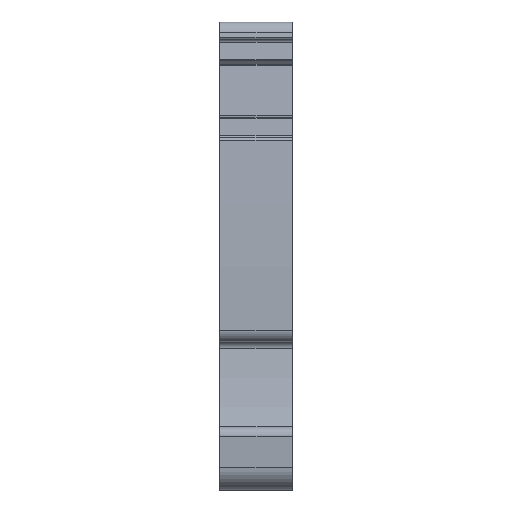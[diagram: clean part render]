
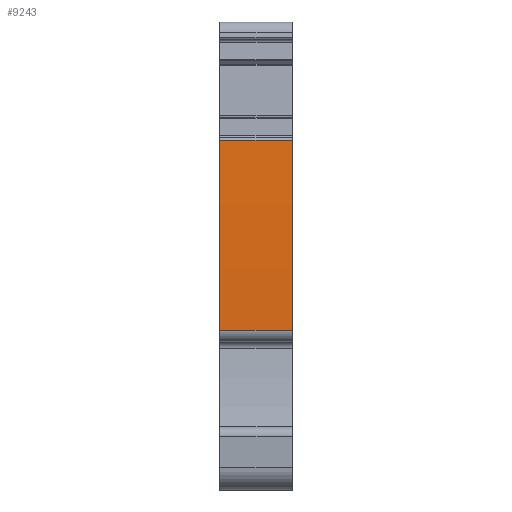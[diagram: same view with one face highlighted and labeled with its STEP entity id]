
A CAD part, front view. The second image highlights one B-rep face of the part: STEP entity #9243.
In plain terms, the highlighted cylindrical face has radius 198.503 mm (diameter 397.006 mm), a partial arc.
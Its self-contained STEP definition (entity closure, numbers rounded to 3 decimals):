
#2767=AXIS2_PLACEMENT_3D('Circle Axis2P3D',#2765,#2766,$) ;
#2774=AXIS2_PLACEMENT_3D('Circle Axis2P3D',#2772,#2773,$) ;
#4248=AXIS2_PLACEMENT_3D('Circle Axis2P3D',#4246,#4247,$) ;
#4255=AXIS2_PLACEMENT_3D('Circle Axis2P3D',#4253,#4254,$) ;
#8654=AXIS2_PLACEMENT_3D('Cylinder Axis2P3D',#8651,#8652,#8653) ;
#2762=CARTESIAN_POINT('Vertex',(6.1,1.929,29.464)) ;
#2765=CARTESIAN_POINT('Axis2P3D Location',(6.1,200.008,16.501)) ;
#2769=CARTESIAN_POINT('Vertex',(6.1,1.528,13.45)) ;
#2772=CARTESIAN_POINT('Axis2P3D Location',(6.1,201.7,16.527)) ;
#2776=CARTESIAN_POINT('Vertex',(6.1,1.529,13.435)) ;
#4243=CARTESIAN_POINT('Vertex',(0.,1.529,13.435)) ;
#4246=CARTESIAN_POINT('Axis2P3D Location',(0.,200.457,16.508)) ;
#4250=CARTESIAN_POINT('Vertex',(0.,1.528,13.45)) ;
#4253=CARTESIAN_POINT('Axis2P3D Location',(0.,200.008,16.501)) ;
#4257=CARTESIAN_POINT('Vertex',(0.,1.929,29.464)) ;
#8651=CARTESIAN_POINT('Axis2P3D Location',(3.05,200.008,16.501)) ;
#9218=CARTESIAN_POINT('Line Origine',(3.05,1.929,29.464)) ;
#9230=CARTESIAN_POINT('Line Origine',(3.05,1.529,13.435)) ;
#2766=DIRECTION('Axis2P3D Direction',(1.,0.,0.)) ;
#2773=DIRECTION('Axis2P3D Direction',(1.,0.,0.)) ;
#4247=DIRECTION('Axis2P3D Direction',(1.,0.,0.)) ;
#4254=DIRECTION('Axis2P3D Direction',(1.,0.,0.)) ;
#8652=DIRECTION('Axis2P3D Direction',(1.,0.,0.)) ;
#8653=DIRECTION('Axis2P3D XDirection',(0.,-0.994,0.111)) ;
#9219=DIRECTION('Vector Direction',(1.,0.,0.)) ;
#9231=DIRECTION('Vector Direction',(1.,0.,0.)) ;
#9220=VECTOR('Line Direction',#9219,1.) ;
#9232=VECTOR('Line Direction',#9231,1.) ;
#9236=ORIENTED_EDGE('',*,*,#4259,.T.) ;
#9237=ORIENTED_EDGE('',*,*,#4252,.T.) ;
#9238=ORIENTED_EDGE('',*,*,#9234,.T.) ;
#9239=ORIENTED_EDGE('',*,*,#2778,.F.) ;
#9240=ORIENTED_EDGE('',*,*,#2771,.F.) ;
#9241=ORIENTED_EDGE('',*,*,#9222,.F.) ;
#9243=ADVANCED_FACE('MLD',(#9242),#8655,.T.) ;
#2768=CIRCLE('generated circle',#2767,198.503) ;
#2775=CIRCLE('generated circle',#2774,200.195) ;
#4249=CIRCLE('generated circle',#4248,198.952) ;
#4256=CIRCLE('generated circle',#4255,198.503) ;
#8655=CYLINDRICAL_SURFACE('generated cylinder',#8654,198.503) ;
#2771=EDGE_CURVE('',#2763,#2770,#2768,.T.) ;
#2778=EDGE_CURVE('',#2770,#2777,#2775,.T.) ;
#4252=EDGE_CURVE('',#4251,#4244,#4249,.T.) ;
#4259=EDGE_CURVE('',#4258,#4251,#4256,.T.) ;
#9222=EDGE_CURVE('',#4258,#2763,#9221,.T.) ;
#9234=EDGE_CURVE('',#4244,#2777,#9233,.T.) ;
#9235=EDGE_LOOP('',(#9236,#9237,#9238,#9239,#9240,#9241)) ;
#9242=FACE_OUTER_BOUND('',#9235,.T.) ;
#9221=LINE('Line',#9218,#9220) ;
#9233=LINE('Line',#9230,#9232) ;
#2763=VERTEX_POINT('',#2762) ;
#2770=VERTEX_POINT('',#2769) ;
#2777=VERTEX_POINT('',#2776) ;
#4244=VERTEX_POINT('',#4243) ;
#4251=VERTEX_POINT('',#4250) ;
#4258=VERTEX_POINT('',#4257) ;
